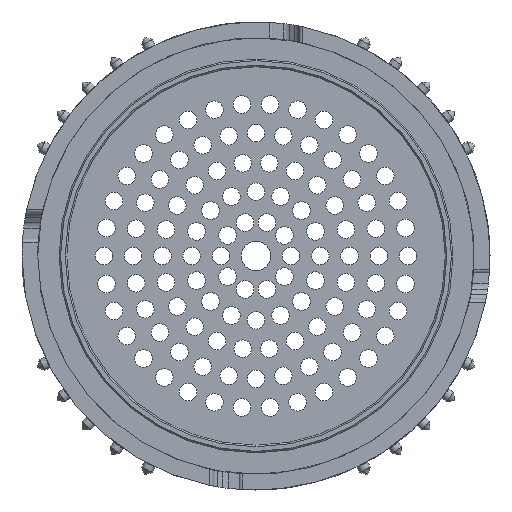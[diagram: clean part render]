
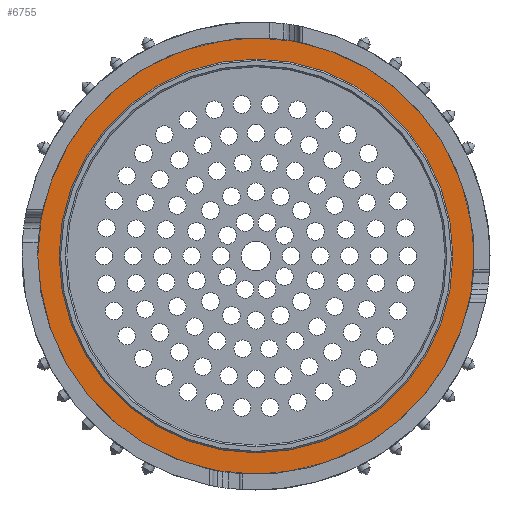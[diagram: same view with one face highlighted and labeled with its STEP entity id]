
A CAD part, front view. The second image highlights one B-rep face of the part: STEP entity #6755.
In plain terms, the highlighted planar face has unit normal (0, -1, 0).
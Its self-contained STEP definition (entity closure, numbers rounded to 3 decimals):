
#65=PLANE('',#7225);
#285=FACE_BOUND('',#924,.T.);
#514=FACE_OUTER_BOUND('',#923,.T.);
#923=EDGE_LOOP('',(#4802));
#924=EDGE_LOOP('',(#4803));
#2632=CIRCLE('',#7197,37.3);
#2652=CIRCLE('',#7224,33.65);
#3109=VERTEX_POINT('',#10481);
#3174=VERTEX_POINT('',#10853);
#3737=EDGE_CURVE('',#3109,#3109,#2632,.F.);
#3805=EDGE_CURVE('',#3174,#3174,#2652,.T.);
#4802=ORIENTED_EDGE('',*,*,#3737,.F.);
#4803=ORIENTED_EDGE('',*,*,#3805,.T.);
#6755=ADVANCED_FACE('',(#514,#285),#65,.F.);
#7197=AXIS2_PLACEMENT_3D('',#10482,#8048,#8049);
#7224=AXIS2_PLACEMENT_3D('',#10855,#8117,#8118);
#7225=AXIS2_PLACEMENT_3D('',#10856,#8119,#8120);
#8048=DIRECTION('center_axis',(0.,-1.,0.));
#8049=DIRECTION('ref_axis',(1.,0.,0.));
#8117=DIRECTION('center_axis',(0.,1.,0.));
#8118=DIRECTION('ref_axis',(1.,0.,0.));
#8119=DIRECTION('center_axis',(0.,1.,0.));
#8120=DIRECTION('ref_axis',(1.,0.,0.));
#10481=CARTESIAN_POINT('',(-37.3,14.2,0.));
#10482=CARTESIAN_POINT('Origin',(0.,14.2,0.));
#10853=CARTESIAN_POINT('',(-33.65,14.2,0.));
#10855=CARTESIAN_POINT('Origin',(0.,14.2,0.));
#10856=CARTESIAN_POINT('Origin',(0.,14.2,0.));
